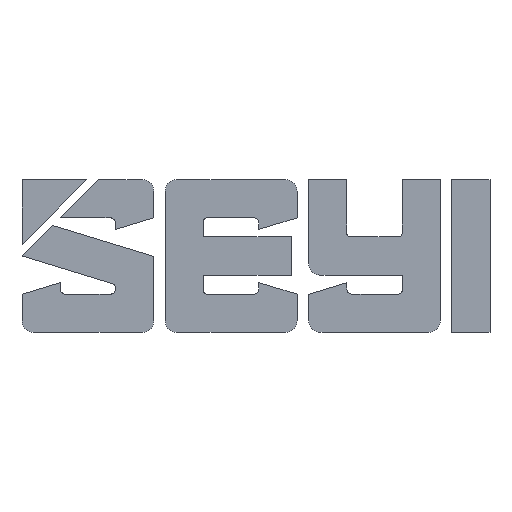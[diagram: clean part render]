
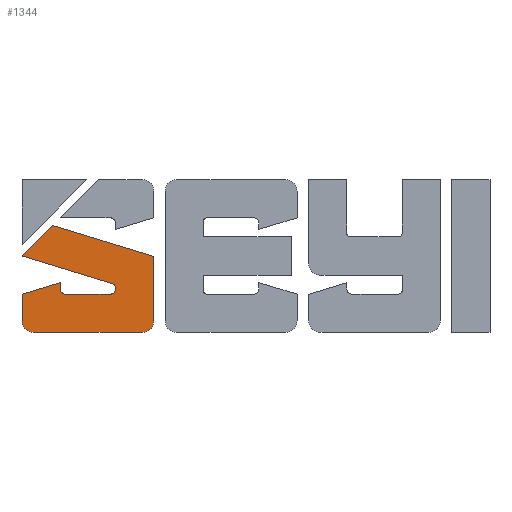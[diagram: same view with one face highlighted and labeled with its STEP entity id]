
A CAD part, top view. The second image highlights one B-rep face of the part: STEP entity #1344.
In plain terms, the highlighted planar face has unit normal (0, 0, 1).
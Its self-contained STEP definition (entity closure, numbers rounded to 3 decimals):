
#5 = DIRECTION ( 'NONE',  ( -0.956, 0.292, 0. ) ) ;
#11 = VECTOR ( 'NONE', #1607, 1000. ) ;
#16 = CARTESIAN_POINT ( 'NONE',  ( 44.835, 44.835, 3.777 ) ) ;
#18 = LINE ( 'NONE', #25, #141 ) ;
#25 = CARTESIAN_POINT ( 'NONE',  ( 123.429, 0., 3.777 ) ) ;
#46 = ORIENTED_EDGE ( 'NONE', *, *, #355, .T. ) ;
#69 = EDGE_LOOP ( 'NONE', ( #917, #2624, #1587, #2042, #348, #1789, #1015, #1637, #1306, #2606, #133, #538, #46 ) ) ;
#113 = LINE ( 'NONE', #1380, #2407 ) ;
#133 = ORIENTED_EDGE ( 'NONE', *, *, #1225, .T. ) ;
#141 = VECTOR ( 'NONE', #2643, 1000. ) ;
#159 = CARTESIAN_POINT ( 'NONE',  ( 31.38, 109.748, 3.777 ) ) ;
#170 = AXIS2_PLACEMENT_3D ( 'NONE', #875, #504, #717 ) ;
#227 = EDGE_CURVE ( 'NONE', #947, #823, #1358, .T. ) ;
#234 = CARTESIAN_POINT ( 'NONE',  ( 44.835, 39.184, 3.777 ) ) ;
#274 = VECTOR ( 'NONE', #873, 1000. ) ;
#278 = DIRECTION ( 'NONE',  ( 0., 1., 0. ) ) ;
#320 = AXIS2_PLACEMENT_3D ( 'NONE', #1910, #888, #2525 ) ;
#321 = EDGE_CURVE ( 'NONE', #542, #741, #1463, .T. ) ;
#348 = ORIENTED_EDGE ( 'NONE', *, *, #1123, .T. ) ;
#355 = EDGE_CURVE ( 'NONE', #741, #1077, #2410, .T. ) ;
#438 = CARTESIAN_POINT ( 'NONE',  ( 90.348, 44.835, 3.777 ) ) ;
#454 = CARTESIAN_POINT ( 'NONE',  ( 123.429, 11.755, 3.777 ) ) ;
#464 = CARTESIAN_POINT ( 'NONE',  ( 0., 11.755, 3.777 ) ) ;
#504 = DIRECTION ( 'NONE',  ( 0., 0., 1. ) ) ;
#538 = ORIENTED_EDGE ( 'NONE', *, *, #321, .T. ) ;
#542 = VERTEX_POINT ( 'NONE', #1553 ) ;
#570 = CARTESIAN_POINT ( 'NONE',  ( 31.38, 109.748, 3.777 ) ) ;
#583 = DIRECTION ( 'NONE',  ( 1., 0., 0. ) ) ;
#610 = CARTESIAN_POINT ( 'NONE',  ( 135.184, 78.012, 3.777 ) ) ;
#660 = CIRCLE ( 'NONE', #1435, 5.652 ) ;
#661 = DIRECTION ( 'NONE',  ( -1., 0., 0. ) ) ;
#681 = DIRECTION ( 'NONE',  ( 0., 0., -1. ) ) ;
#692 = CARTESIAN_POINT ( 'NONE',  ( 92.001, 50.24, 3.777 ) ) ;
#697 = VECTOR ( 'NONE', #278, 1000. ) ;
#702 = VECTOR ( 'NONE', #2386, 1000. ) ;
#704 = VERTEX_POINT ( 'NONE', #763 ) ;
#717 = DIRECTION ( 'NONE',  ( -1., 0., 0. ) ) ;
#741 = VERTEX_POINT ( 'NONE', #2436 ) ;
#763 = CARTESIAN_POINT ( 'NONE',  ( 0., 78.367, 3.777 ) ) ;
#823 = VERTEX_POINT ( 'NONE', #1517 ) ;
#872 = FACE_OUTER_BOUND ( 'NONE', #69, .T. ) ;
#873 = DIRECTION ( 'NONE',  ( 0.956, -0.292, 0. ) ) ;
#875 = CARTESIAN_POINT ( 'NONE',  ( 123.429, 11.755, 3.777 ) ) ;
#888 = DIRECTION ( 'NONE',  ( 0., 0., 1. ) ) ;
#906 = VECTOR ( 'NONE', #661, 1000. ) ;
#917 = ORIENTED_EDGE ( 'NONE', *, *, #1192, .T. ) ;
#947 = VERTEX_POINT ( 'NONE', #2578 ) ;
#957 = LINE ( 'NONE', #2231, #1483 ) ;
#974 = EDGE_CURVE ( 'NONE', #1316, #1339, #113, .T. ) ;
#1015 = ORIENTED_EDGE ( 'NONE', *, *, #1793, .T. ) ;
#1042 = CARTESIAN_POINT ( 'NONE',  ( 0., 39.184, 3.777 ) ) ;
#1077 = VERTEX_POINT ( 'NONE', #610 ) ;
#1123 = EDGE_CURVE ( 'NONE', #823, #2073, #1646, .T. ) ;
#1192 = EDGE_CURVE ( 'NONE', #1077, #2468, #1987, .T. ) ;
#1203 = DIRECTION ( 'NONE',  ( 0., 0., -1. ) ) ;
#1225 = EDGE_CURVE ( 'NONE', #2195, #542, #18, .T. ) ;
#1236 = CARTESIAN_POINT ( 'NONE',  ( 31.38, 109.748, 3.777 ) ) ;
#1249 = DIRECTION ( 'NONE',  ( 0., 0., -1. ) ) ;
#1306 = ORIENTED_EDGE ( 'NONE', *, *, #974, .T. ) ;
#1308 = CARTESIAN_POINT ( 'NONE',  ( 44.835, 39.184, 3.777 ) ) ;
#1316 = VERTEX_POINT ( 'NONE', #1042 ) ;
#1339 = VERTEX_POINT ( 'NONE', #464 ) ;
#1344 = ADVANCED_FACE ( 'NONE', ( #872 ), #1487, .F. ) ;
#1358 = CIRCLE ( 'NONE', #2551, 5.652 ) ;
#1380 = CARTESIAN_POINT ( 'NONE',  ( 0., 11.755, 3.777 ) ) ;
#1389 = DIRECTION ( 'NONE',  ( 0., -1., 0. ) ) ;
#1435 = AXIS2_PLACEMENT_3D ( 'NONE', #16, #1203, #583 ) ;
#1452 = EDGE_CURVE ( 'NONE', #1339, #2195, #2473, .T. ) ;
#1463 = CIRCLE ( 'NONE', #170, 11.755 ) ;
#1483 = VECTOR ( 'NONE', #2639, 1000. ) ;
#1487 = PLANE ( 'NONE',  #2286 ) ;
#1517 = CARTESIAN_POINT ( 'NONE',  ( 90.348, 39.184, 3.777 ) ) ;
#1553 = CARTESIAN_POINT ( 'NONE',  ( 123.429, 0., 3.777 ) ) ;
#1587 = ORIENTED_EDGE ( 'NONE', *, *, #2118, .T. ) ;
#1607 = DIRECTION ( 'NONE',  ( 0., 1., 0. ) ) ;
#1637 = ORIENTED_EDGE ( 'NONE', *, *, #2476, .T. ) ;
#1646 = LINE ( 'NONE', #234, #906 ) ;
#1732 = CARTESIAN_POINT ( 'NONE',  ( 135.184, 78.012, 3.777 ) ) ;
#1767 = LINE ( 'NONE', #2028, #11 ) ;
#1789 = ORIENTED_EDGE ( 'NONE', *, *, #1847, .T. ) ;
#1793 = EDGE_CURVE ( 'NONE', #2616, #2454, #1767, .T. ) ;
#1847 = EDGE_CURVE ( 'NONE', #2073, #2616, #660, .T. ) ;
#1875 = DIRECTION ( 'NONE',  ( -1., 0., 0. ) ) ;
#1910 = CARTESIAN_POINT ( 'NONE',  ( 11.755, 11.755, 3.777 ) ) ;
#1942 = CARTESIAN_POINT ( 'NONE',  ( 11.755, 0., 3.777 ) ) ;
#1987 = LINE ( 'NONE', #1236, #2404 ) ;
#2001 = CARTESIAN_POINT ( 'NONE',  ( 39.184, 51.163, 3.777 ) ) ;
#2028 = CARTESIAN_POINT ( 'NONE',  ( 39.184, 51.163, 3.777 ) ) ;
#2042 = ORIENTED_EDGE ( 'NONE', *, *, #227, .T. ) ;
#2073 = VERTEX_POINT ( 'NONE', #1308 ) ;
#2118 = EDGE_CURVE ( 'NONE', #704, #947, #2474, .T. ) ;
#2149 = LINE ( 'NONE', #570, #702 ) ;
#2195 = VERTEX_POINT ( 'NONE', #1942 ) ;
#2231 = CARTESIAN_POINT ( 'NONE',  ( 0., 39.184, 3.777 ) ) ;
#2286 = AXIS2_PLACEMENT_3D ( 'NONE', #454, #681, #1875 ) ;
#2386 = DIRECTION ( 'NONE',  ( -0.707, -0.707, 0. ) ) ;
#2404 = VECTOR ( 'NONE', #5, 1000. ) ;
#2407 = VECTOR ( 'NONE', #1389, 1000. ) ;
#2410 = LINE ( 'NONE', #1732, #697 ) ;
#2436 = CARTESIAN_POINT ( 'NONE',  ( 135.184, 11.755, 3.777 ) ) ;
#2454 = VERTEX_POINT ( 'NONE', #2001 ) ;
#2468 = VERTEX_POINT ( 'NONE', #159 ) ;
#2473 = CIRCLE ( 'NONE', #320, 11.755 ) ;
#2474 = LINE ( 'NONE', #692, #274 ) ;
#2476 = EDGE_CURVE ( 'NONE', #2454, #1316, #957, .T. ) ;
#2500 = DIRECTION ( 'NONE',  ( 1., 0., 0. ) ) ;
#2525 = DIRECTION ( 'NONE',  ( -1., 0., 0. ) ) ;
#2551 = AXIS2_PLACEMENT_3D ( 'NONE', #438, #1249, #2500 ) ;
#2578 = CARTESIAN_POINT ( 'NONE',  ( 92.001, 50.24, 3.777 ) ) ;
#2580 = EDGE_CURVE ( 'NONE', #2468, #704, #2149, .T. ) ;
#2586 = CARTESIAN_POINT ( 'NONE',  ( 39.184, 44.835, 3.777 ) ) ;
#2606 = ORIENTED_EDGE ( 'NONE', *, *, #1452, .T. ) ;
#2616 = VERTEX_POINT ( 'NONE', #2586 ) ;
#2624 = ORIENTED_EDGE ( 'NONE', *, *, #2580, .T. ) ;
#2639 = DIRECTION ( 'NONE',  ( -0.956, -0.292, 0. ) ) ;
#2643 = DIRECTION ( 'NONE',  ( 1., 0., 0. ) ) ;
